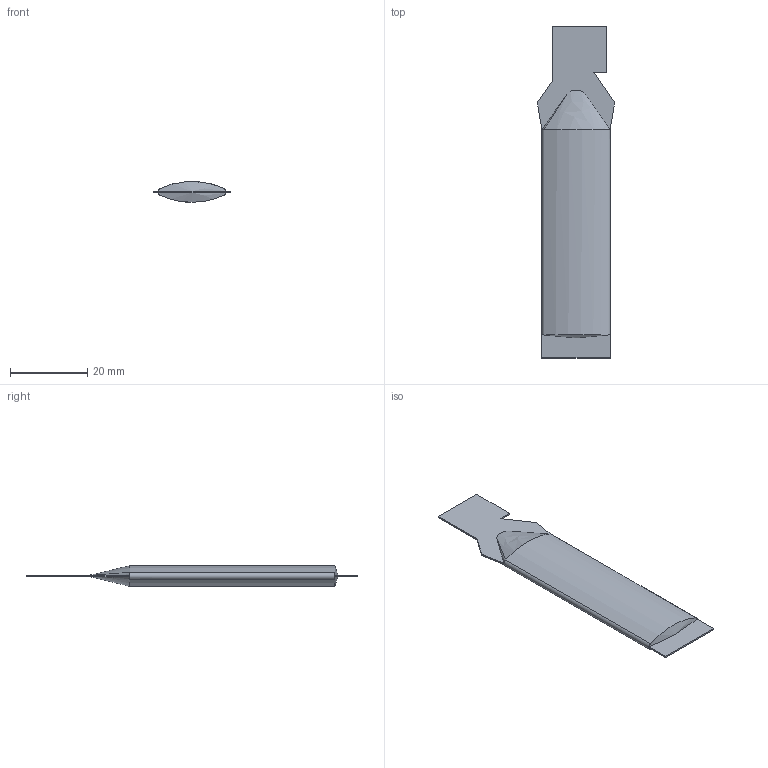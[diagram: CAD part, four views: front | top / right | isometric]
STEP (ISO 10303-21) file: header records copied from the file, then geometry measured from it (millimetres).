
FILE_DESCRIPTION (( 'STEP AP203' ), '1' );
FILE_NAME ('1226-Z1P-A.STEP', '2013-09-30T12:16:30', ( 'The M瞁潎in' ), ( '' ), 'SwSTEP 2.0', 'SolidWorks 2013', '' );
FILE_SCHEMA (( 'CONFIG_CONTROL_DESIGN' ));
Length unit declared in the file: millimetre
Products named in the file (1): 1226-Z1P-A
Bounding box: 20 x 85.77 x 5.32 mm (x, y, z)
Volume: 4207 mm3; surface area: 3192.2 mm2
Topology: 1 solids, 1 shells, 35 faces, 95 edges, 62 vertices
Faces by surface type: plane 25, cylinder 5, bspline 5
Entity records: 2060 total; most frequent: CARTESIAN_POINT 1194, ORIENTED_EDGE 190, DIRECTION 120, EDGE_CURVE 95, VERTEX_POINT 62, LINE 58, VECTOR 58, ADVANCED_FACE 35
